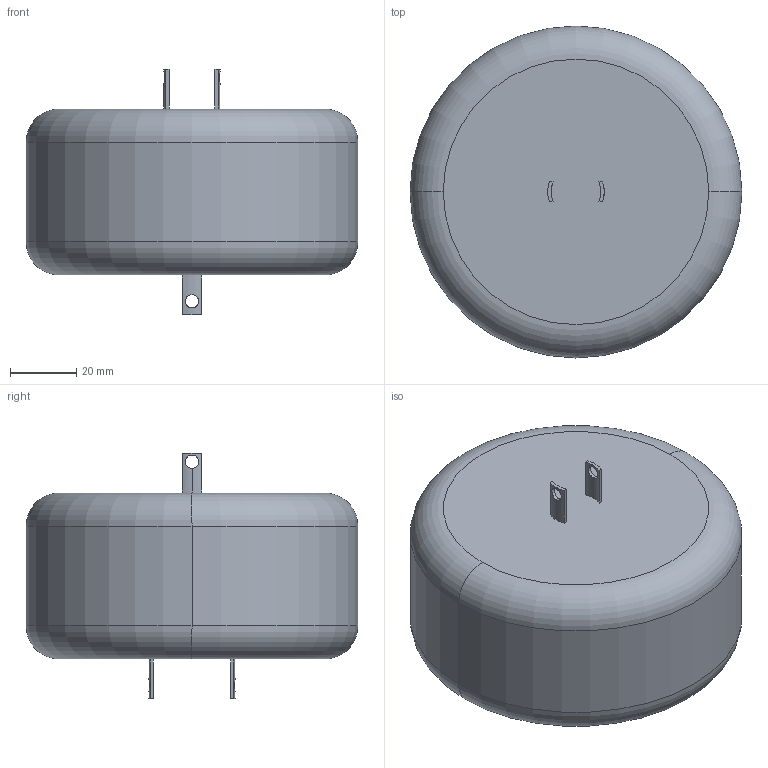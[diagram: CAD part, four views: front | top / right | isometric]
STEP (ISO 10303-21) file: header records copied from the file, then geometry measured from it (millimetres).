
FILE_DESCRIPTION (( 'STEP AP203' ), '1' );
FILE_NAME ('Body_Default_sldprt.STEP', '2023-10-26T06:03:24', ( '' ), ( '' ), 'SwSTEP 2.0', 'SolidWorks 2023', '' );
FILE_SCHEMA (( 'CONFIG_CONTROL_DESIGN' ));
Length unit declared in the file: millimetre
Products named in the file (1): Body_Default_sldprt
Bounding box: 100 x 100 x 74 mm (x, y, z)
Volume: 380060.1 mm3; surface area: 29267.3 mm2
Topology: 1 solids, 1 shells, 38 faces, 94 edges, 60 vertices
Faces by surface type: cylinder 20, plane 14, torus 4
Entity records: 1635 total; most frequent: CARTESIAN_POINT 641, DIRECTION 188, ORIENTED_EDGE 188, EDGE_CURVE 94, AXIS2_PLACEMENT_3D 71, VERTEX_POINT 60, EDGE_LOOP 48, VECTOR 46
